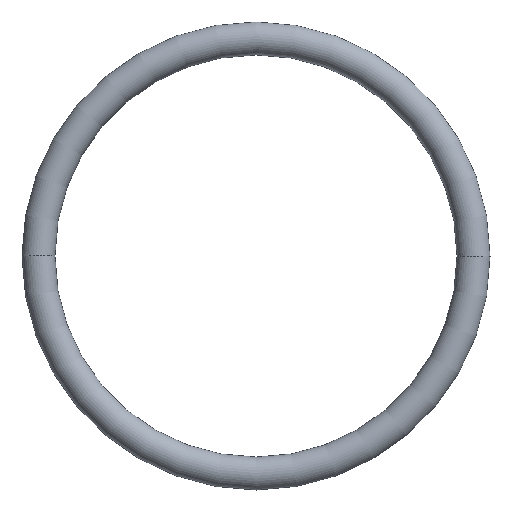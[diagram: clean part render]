
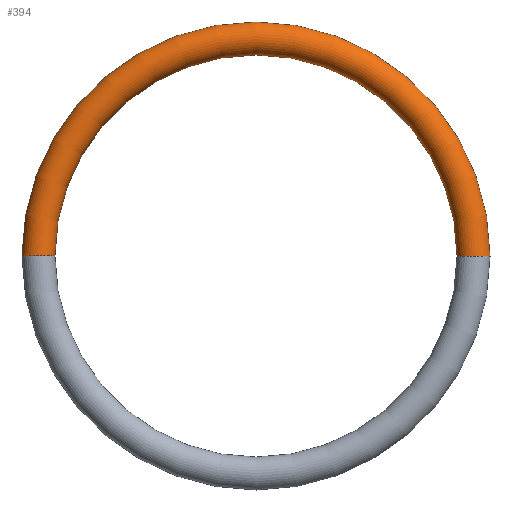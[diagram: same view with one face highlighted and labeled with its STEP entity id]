
A CAD part, left-side view. The second image highlights one B-rep face of the part: STEP entity #394.
In plain terms, the highlighted toroidal (fillet/blend) face has major radius 6604 mm and minor radius 508 mm.
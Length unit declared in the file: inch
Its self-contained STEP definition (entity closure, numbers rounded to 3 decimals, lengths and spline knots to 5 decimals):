
#116=CARTESIAN_POINT('',(-95.17638,0.,0.));
#117=DIRECTION('',(1.,0.,0.));
#118=DIRECTION('',(0.,1.,0.));
#119=AXIS2_PLACEMENT_3D('',#116,#117,#118);
#125=CARTESIAN_POINT('',(-90.,260.,0.));
#126=DIRECTION('',(0.,0.,1.));
#127=DIRECTION('',(-0.259,0.966,0.));
#128=AXIS2_PLACEMENT_3D('',#125,#126,#127);
#133=CARTESIAN_POINT('',(-90.,-260.,0.));
#134=DIRECTION('',(0.,0.,-1.));
#135=DIRECTION('',(-0.259,-0.966,0.));
#136=AXIS2_PLACEMENT_3D('',#133,#134,#135);
#157=CARTESIAN_POINT('',(-90.,0.,0.));
#158=DIRECTION('',(1.,0.,0.));
#159=DIRECTION('',(0.,1.,0.));
#160=AXIS2_PLACEMENT_3D('',#157,#158,#159);
#347=CARTESIAN_POINT('',(-95.17638,279.31852,
0.));
#348=CARTESIAN_POINT('',(-90.,240.,0.));
#349=VERTEX_POINT('',#347);
#350=VERTEX_POINT('',#348);
#363=CARTESIAN_POINT('',(-95.17638,-279.31852,
0.));
#364=CARTESIAN_POINT('',(-90.,-240.,0.));
#365=VERTEX_POINT('',#363);
#366=VERTEX_POINT('',#364);
#379=CARTESIAN_POINT('',(-90.,0.,0.));
#380=DIRECTION('',(1.,0.,0.));
#381=DIRECTION('',(0.,-1.,0.));
#382=AXIS2_PLACEMENT_3D('',#379,#380,#381);
#383=TOROIDAL_SURFACE('',#382,260.,20.);
#385=ORIENTED_EDGE('',*,*,#384,.F.);
#387=ORIENTED_EDGE('',*,*,#386,.T.);
#389=ORIENTED_EDGE('',*,*,#388,.T.);
#391=ORIENTED_EDGE('',*,*,#390,.F.);
#392=EDGE_LOOP('',(#385,#387,#389,#391));
#393=FACE_OUTER_BOUND('',#392,.F.);
#120=CIRCLE('',#119,279.31852);
#129=CIRCLE('',#128,20.);
#137=CIRCLE('',#136,20.);
#161=CIRCLE('',#160,240.);
#384=EDGE_CURVE('',#349,#350,#129,.T.);
#386=EDGE_CURVE('',#349,#365,#120,.T.);
#388=EDGE_CURVE('',#365,#366,#137,.T.);
#390=EDGE_CURVE('',#350,#366,#161,.T.);
#394=ADVANCED_FACE('',(#393),#383,.T.);
